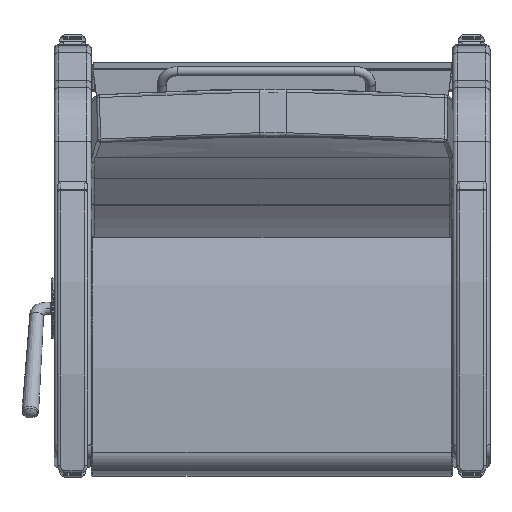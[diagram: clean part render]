
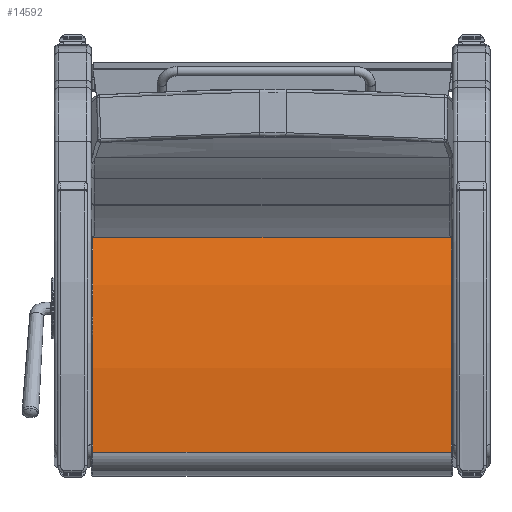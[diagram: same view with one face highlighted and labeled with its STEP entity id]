
A CAD part, front view. The second image highlights one B-rep face of the part: STEP entity #14592.
In plain terms, the highlighted free-form (B-spline) face has degree [3, 1] with [18, 2] control points.
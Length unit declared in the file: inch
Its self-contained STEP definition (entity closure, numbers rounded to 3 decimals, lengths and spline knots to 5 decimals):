
#702=B_SPLINE_SURFACE_WITH_KNOTS('',3,1,((#29443,#29444),(#29445,#29446),
(#29447,#29448),(#29449,#29450),(#29451,#29452),(#29453,#29454),(#29455,
#29456),(#29457,#29458),(#29459,#29460),(#29461,#29462),(#29463,#29464),
(#29465,#29466),(#29467,#29468),(#29469,#29470),(#29471,#29472),(#29473,
#29474),(#29475,#29476),(#29477,#29478)),.UNSPECIFIED.,.F.,.F.,.F.,(4,1,
1,1,1,1,1,1,1,1,1,1,1,1,1,4),(2,2),(-1.69612,-1.66826,
-1.6404,-1.62647,-1.59861,-1.58468,
-1.55682,-1.54289,-1.51503,-1.5011,-1.47324,
-1.45931,-1.43145,-1.41752,-1.38966,
-1.3618),(0.,110.49),.UNSPECIFIED.);
#1136=ELLIPSE('',#16678,60.30357,60.25);
#1138=ELLIPSE('',#16700,60.30357,60.25);
#2012=LINE('',#29441,#2882);
#2013=LINE('',#29480,#2883);
#2882=VECTOR('',#21006,0.3937);
#2883=VECTOR('',#21009,0.3937);
#3971=FACE_OUTER_BOUND('',#5008,.T.);
#5008=EDGE_LOOP('',(#12927,#12928,#12929,#12930));
#7179=VERTEX_POINT('',#29072);
#7180=VERTEX_POINT('',#29073);
#7199=VERTEX_POINT('',#29440);
#7200=VERTEX_POINT('',#29479);
#9097=EDGE_CURVE('',#7179,#7180,#1136,.T.);
#9126=EDGE_CURVE('',#7199,#7180,#2012,.T.);
#9128=EDGE_CURVE('',#7200,#7179,#2013,.T.);
#9129=EDGE_CURVE('',#7199,#7200,#1138,.T.);
#12927=ORIENTED_EDGE('',*,*,#9097,.F.);
#12928=ORIENTED_EDGE('',*,*,#9128,.F.);
#12929=ORIENTED_EDGE('',*,*,#9129,.F.);
#12930=ORIENTED_EDGE('',*,*,#9126,.T.);
#14592=ADVANCED_FACE('',(#3971),#702,.T.);
#16678=AXIS2_PLACEMENT_3D('',#29074,#20955,#20956);
#16700=AXIS2_PLACEMENT_3D('',#29481,#21010,#21011);
#20955=DIRECTION('center_axis',(0.,0.,
-1.));
#20956=DIRECTION('ref_axis',(1.,0.,0.));
#21006=DIRECTION('',(0.,0.,-1.));
#21009=DIRECTION('',(0.,0.,-1.));
#21010=DIRECTION('center_axis',(0.,0.,1.));
#21011=DIRECTION('ref_axis',(1.,0.,0.));
#29072=CARTESIAN_POINT('',(3.60935,-1.68389,0.124));
#29073=CARTESIAN_POINT('',(23.65848,-2.52291,0.124));
#29074=CARTESIAN_POINT('Origin',(11.14546,-61.46156,0.124));
#29440=CARTESIAN_POINT('',(23.65848,-2.52291,28.876));
#29441=CARTESIAN_POINT('',(23.65848,-2.52291,29.));
#29443=CARTESIAN_POINT('Ctrl Pts',(3.60935,-1.68389,29.));
#29444=CARTESIAN_POINT('Ctrl Pts',(3.60935,-1.68389,-14.5));
#29445=CARTESIAN_POINT('Ctrl Pts',(4.16497,-1.61396,29.));
#29446=CARTESIAN_POINT('Ctrl Pts',(4.16497,-1.61396,-14.5));
#29447=CARTESIAN_POINT('Ctrl Pts',(5.27817,-1.48959,29.));
#29448=CARTESIAN_POINT('Ctrl Pts',(5.27817,-1.48959,-14.5));
#29449=CARTESIAN_POINT('Ctrl Pts',(6.67346,-1.3729,29.));
#29450=CARTESIAN_POINT('Ctrl Pts',(6.67346,-1.3729,-14.5));
#29451=CARTESIAN_POINT('Ctrl Pts',(8.07078,-1.28537,29.));
#29452=CARTESIAN_POINT('Ctrl Pts',(8.07078,-1.28537,-14.5));
#29453=CARTESIAN_POINT('Ctrl Pts',(9.18994,-1.2387,29.));
#29454=CARTESIAN_POINT('Ctrl Pts',(9.18994,-1.2387,-14.5));
#29455=CARTESIAN_POINT('Ctrl Pts',(10.5897,-1.20957,29.));
#29456=CARTESIAN_POINT('Ctrl Pts',(10.5897,-1.20957,-14.5));
#29457=CARTESIAN_POINT('Ctrl Pts',(11.70984,-1.20965,29.));
#29458=CARTESIAN_POINT('Ctrl Pts',(11.70984,-1.20965,-14.5));
#29459=CARTESIAN_POINT('Ctrl Pts',(13.1096,-1.23898,29.));
#29460=CARTESIAN_POINT('Ctrl Pts',(13.1096,-1.23898,-14.5));
#29461=CARTESIAN_POINT('Ctrl Pts',(14.22875,-1.28581,29.));
#29462=CARTESIAN_POINT('Ctrl Pts',(14.22875,-1.28581,-14.5));
#29463=CARTESIAN_POINT('Ctrl Pts',(15.62606,-1.37354,29.));
#29464=CARTESIAN_POINT('Ctrl Pts',(15.62606,-1.37354,-14.5));
#29465=CARTESIAN_POINT('Ctrl Pts',(16.74228,-1.46705,29.));
#29466=CARTESIAN_POINT('Ctrl Pts',(16.74228,-1.46705,-14.5));
#29467=CARTESIAN_POINT('Ctrl Pts',(18.1347,-1.61302,29.));
#29468=CARTESIAN_POINT('Ctrl Pts',(18.1347,-1.61302,-14.5));
#29469=CARTESIAN_POINT('Ctrl Pts',(19.24603,-1.75304,29.));
#29470=CARTESIAN_POINT('Ctrl Pts',(19.24603,-1.75304,-14.5));
#29471=CARTESIAN_POINT('Ctrl Pts',(20.63114,-1.95701,29.));
#29472=CARTESIAN_POINT('Ctrl Pts',(20.63114,-1.95701,-14.5));
#29473=CARTESIAN_POINT('Ctrl Pts',(22.01177,-2.18986,29.));
#29474=CARTESIAN_POINT('Ctrl Pts',(22.01177,-2.18986,-14.5));
#29475=CARTESIAN_POINT('Ctrl Pts',(23.11066,-2.40681,29.));
#29476=CARTESIAN_POINT('Ctrl Pts',(23.11066,-2.40681,-14.5));
#29477=CARTESIAN_POINT('Ctrl Pts',(23.65848,-2.52291,29.));
#29478=CARTESIAN_POINT('Ctrl Pts',(23.65848,-2.52291,-14.5));
#29479=CARTESIAN_POINT('',(3.60935,-1.68389,28.876));
#29480=CARTESIAN_POINT('',(3.60935,-1.68389,29.));
#29481=CARTESIAN_POINT('Origin',(11.14546,-61.46156,28.876));
